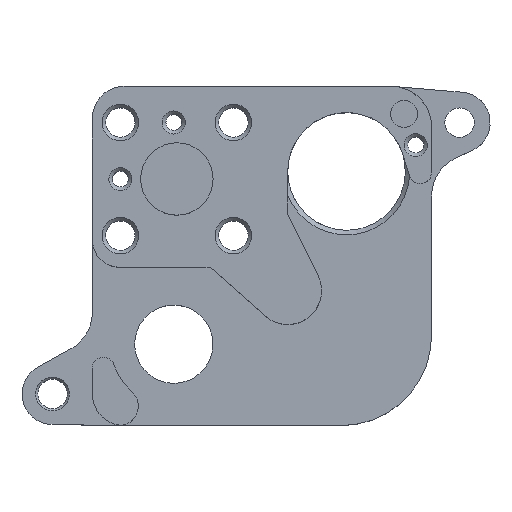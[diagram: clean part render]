
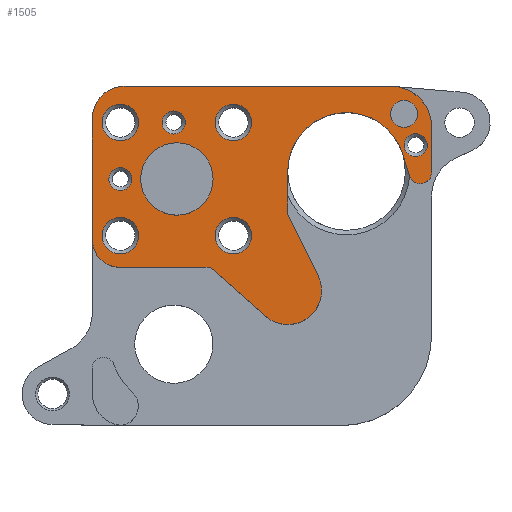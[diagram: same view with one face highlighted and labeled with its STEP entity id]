
A CAD part, top view. The second image highlights one B-rep face of the part: STEP entity #1505.
In plain terms, the highlighted planar face has unit normal (0, 0, 1).
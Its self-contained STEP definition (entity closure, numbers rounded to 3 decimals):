
#46=FACE_BOUND('',#202,.T.);
#47=FACE_BOUND('',#203,.T.);
#48=FACE_BOUND('',#204,.T.);
#49=FACE_BOUND('',#205,.T.);
#50=FACE_BOUND('',#206,.T.);
#51=FACE_BOUND('',#207,.T.);
#52=FACE_BOUND('',#208,.T.);
#53=FACE_BOUND('',#209,.T.);
#54=FACE_BOUND('',#210,.T.);
#73=PLANE('',#1615);
#116=FACE_OUTER_BOUND('',#201,.T.);
#201=EDGE_LOOP('',(#1047,#1048,#1049,#1050,#1051,#1052,#1053,#1054,#1055,
#1056,#1057,#1058,#1059,#1060));
#202=EDGE_LOOP('',(#1061));
#203=EDGE_LOOP('',(#1062));
#204=EDGE_LOOP('',(#1063));
#205=EDGE_LOOP('',(#1064));
#206=EDGE_LOOP('',(#1065));
#207=EDGE_LOOP('',(#1066));
#208=EDGE_LOOP('',(#1067));
#209=EDGE_LOOP('',(#1068));
#210=EDGE_LOOP('',(#1069));
#313=LINE('',#2255,#456);
#314=LINE('',#2257,#457);
#315=LINE('',#2261,#458);
#316=LINE('',#2265,#459);
#317=LINE('',#2269,#460);
#318=LINE('',#2273,#461);
#319=LINE('',#2277,#462);
#320=LINE('',#2278,#463);
#456=VECTOR('',#1787,10.);
#457=VECTOR('',#1788,10.);
#458=VECTOR('',#1791,10.);
#459=VECTOR('',#1794,10.);
#460=VECTOR('',#1797,10.);
#461=VECTOR('',#1800,10.);
#462=VECTOR('',#1803,10.);
#463=VECTOR('',#1804,10.);
#599=CIRCLE('',#1614,4.05);
#600=CIRCLE('',#1616,7.5);
#601=CIRCLE('',#1617,13.);
#602=CIRCLE('',#1618,2.5);
#603=CIRCLE('',#1619,9.);
#604=CIRCLE('',#1620,7.);
#605=CIRCLE('',#1621,6.);
#606=CIRCLE('',#1622,4.05);
#607=CIRCLE('',#1623,4.05);
#608=CIRCLE('',#1624,2.55);
#609=CIRCLE('',#1625,3.);
#610=CIRCLE('',#1626,8.);
#611=CIRCLE('',#1627,2.55);
#612=CIRCLE('',#1628,2.55);
#613=CIRCLE('',#1629,4.05);
#676=VERTEX_POINT('',#2247);
#677=VERTEX_POINT('',#2251);
#678=VERTEX_POINT('',#2252);
#679=VERTEX_POINT('',#2254);
#680=VERTEX_POINT('',#2256);
#681=VERTEX_POINT('',#2258);
#682=VERTEX_POINT('',#2260);
#683=VERTEX_POINT('',#2262);
#684=VERTEX_POINT('',#2264);
#685=VERTEX_POINT('',#2266);
#686=VERTEX_POINT('',#2268);
#687=VERTEX_POINT('',#2270);
#688=VERTEX_POINT('',#2272);
#689=VERTEX_POINT('',#2274);
#690=VERTEX_POINT('',#2276);
#691=VERTEX_POINT('',#2279);
#692=VERTEX_POINT('',#2281);
#693=VERTEX_POINT('',#2283);
#694=VERTEX_POINT('',#2285);
#695=VERTEX_POINT('',#2287);
#696=VERTEX_POINT('',#2289);
#697=VERTEX_POINT('',#2291);
#698=VERTEX_POINT('',#2293);
#822=EDGE_CURVE('',#676,#676,#599,.T.);
#823=EDGE_CURVE('',#677,#678,#600,.T.);
#824=EDGE_CURVE('',#679,#677,#313,.T.);
#825=EDGE_CURVE('',#680,#679,#314,.T.);
#826=EDGE_CURVE('',#681,#680,#601,.T.);
#827=EDGE_CURVE('',#682,#681,#315,.T.);
#828=EDGE_CURVE('',#683,#682,#602,.T.);
#829=EDGE_CURVE('',#683,#684,#316,.T.);
#830=EDGE_CURVE('',#684,#685,#603,.T.);
#831=EDGE_CURVE('',#685,#686,#317,.T.);
#832=EDGE_CURVE('',#686,#687,#604,.T.);
#833=EDGE_CURVE('',#687,#688,#318,.T.);
#834=EDGE_CURVE('',#688,#689,#605,.F.);
#835=EDGE_CURVE('',#690,#689,#319,.T.);
#836=EDGE_CURVE('',#678,#690,#320,.T.);
#837=EDGE_CURVE('',#691,#691,#606,.T.);
#838=EDGE_CURVE('',#692,#692,#607,.T.);
#839=EDGE_CURVE('',#693,#693,#608,.T.);
#840=EDGE_CURVE('',#694,#694,#609,.T.);
#841=EDGE_CURVE('',#695,#695,#610,.T.);
#842=EDGE_CURVE('',#696,#696,#611,.T.);
#843=EDGE_CURVE('',#697,#697,#612,.T.);
#844=EDGE_CURVE('',#698,#698,#613,.T.);
#1047=ORIENTED_EDGE('',*,*,#823,.F.);
#1048=ORIENTED_EDGE('',*,*,#824,.F.);
#1049=ORIENTED_EDGE('',*,*,#825,.F.);
#1050=ORIENTED_EDGE('',*,*,#826,.F.);
#1051=ORIENTED_EDGE('',*,*,#827,.F.);
#1052=ORIENTED_EDGE('',*,*,#828,.F.);
#1053=ORIENTED_EDGE('',*,*,#829,.T.);
#1054=ORIENTED_EDGE('',*,*,#830,.T.);
#1055=ORIENTED_EDGE('',*,*,#831,.T.);
#1056=ORIENTED_EDGE('',*,*,#832,.T.);
#1057=ORIENTED_EDGE('',*,*,#833,.T.);
#1058=ORIENTED_EDGE('',*,*,#834,.T.);
#1059=ORIENTED_EDGE('',*,*,#835,.F.);
#1060=ORIENTED_EDGE('',*,*,#836,.F.);
#1061=ORIENTED_EDGE('',*,*,#837,.T.);
#1062=ORIENTED_EDGE('',*,*,#838,.T.);
#1063=ORIENTED_EDGE('',*,*,#839,.T.);
#1064=ORIENTED_EDGE('',*,*,#840,.F.);
#1065=ORIENTED_EDGE('',*,*,#841,.F.);
#1066=ORIENTED_EDGE('',*,*,#842,.T.);
#1067=ORIENTED_EDGE('',*,*,#843,.T.);
#1068=ORIENTED_EDGE('',*,*,#844,.T.);
#1069=ORIENTED_EDGE('',*,*,#822,.T.);
#1505=ADVANCED_FACE('',(#116,#46,#47,#48,#49,#50,#51,#52,#53,#54),#73,.T.);
#1614=AXIS2_PLACEMENT_3D('',#2249,#1781,#1782);
#1615=AXIS2_PLACEMENT_3D('',#2250,#1783,#1784);
#1616=AXIS2_PLACEMENT_3D('',#2253,#1785,#1786);
#1617=AXIS2_PLACEMENT_3D('',#2259,#1789,#1790);
#1618=AXIS2_PLACEMENT_3D('',#2263,#1792,#1793);
#1619=AXIS2_PLACEMENT_3D('',#2267,#1795,#1796);
#1620=AXIS2_PLACEMENT_3D('',#2271,#1798,#1799);
#1621=AXIS2_PLACEMENT_3D('',#2275,#1801,#1802);
#1622=AXIS2_PLACEMENT_3D('',#2280,#1805,#1806);
#1623=AXIS2_PLACEMENT_3D('',#2282,#1807,#1808);
#1624=AXIS2_PLACEMENT_3D('',#2284,#1809,#1810);
#1625=AXIS2_PLACEMENT_3D('',#2286,#1811,#1812);
#1626=AXIS2_PLACEMENT_3D('',#2288,#1813,#1814);
#1627=AXIS2_PLACEMENT_3D('',#2290,#1815,#1816);
#1628=AXIS2_PLACEMENT_3D('',#2292,#1817,#1818);
#1629=AXIS2_PLACEMENT_3D('',#2294,#1819,#1820);
#1781=DIRECTION('center_axis',(0.,0.,-1.));
#1782=DIRECTION('ref_axis',(1.,0.,0.));
#1783=DIRECTION('center_axis',(0.,0.,1.));
#1784=DIRECTION('ref_axis',(1.,0.,0.));
#1785=DIRECTION('center_axis',(0.,0.,-1.));
#1786=DIRECTION('ref_axis',(-0.662,-0.749,0.));
#1787=DIRECTION('',(0.444,-0.896,0.));
#1788=DIRECTION('',(0.,-1.,0.));
#1789=DIRECTION('center_axis',(0.,0.,1.));
#1790=DIRECTION('ref_axis',(-0.953,-0.302,0.));
#1791=DIRECTION('',(-0.302,0.953,0.));
#1792=DIRECTION('center_axis',(0.,0.,-1.));
#1793=DIRECTION('ref_axis',(-0.953,-0.302,0.));
#1794=DIRECTION('',(0.,1.,0.));
#1795=DIRECTION('center_axis',(0.,0.,1.));
#1796=DIRECTION('ref_axis',(1.,0.,0.));
#1797=DIRECTION('',(-1.,0.,0.));
#1798=DIRECTION('center_axis',(0.,0.,1.));
#1799=DIRECTION('ref_axis',(0.,1.,0.));
#1800=DIRECTION('',(0.,-1.,0.));
#1801=DIRECTION('center_axis',(0.,0.,-1.));
#1802=DIRECTION('ref_axis',(-0.707,-0.707,0.));
#1803=DIRECTION('',(-1.,0.,0.));
#1804=DIRECTION('',(-0.749,0.662,0.));
#1805=DIRECTION('center_axis',(0.,0.,-1.));
#1806=DIRECTION('ref_axis',(1.,0.,0.));
#1807=DIRECTION('center_axis',(0.,0.,-1.));
#1808=DIRECTION('ref_axis',(1.,0.,0.));
#1809=DIRECTION('center_axis',(0.,0.,-1.));
#1810=DIRECTION('ref_axis',(1.,0.,0.));
#1811=DIRECTION('center_axis',(0.,0.,1.));
#1812=DIRECTION('ref_axis',(-1.,0.,0.));
#1813=DIRECTION('center_axis',(0.,0.,1.));
#1814=DIRECTION('ref_axis',(-1.,0.,0.));
#1815=DIRECTION('center_axis',(0.,0.,-1.));
#1816=DIRECTION('ref_axis',(1.,0.,0.));
#1817=DIRECTION('center_axis',(0.,0.,-1.));
#1818=DIRECTION('ref_axis',(1.,0.,0.));
#1819=DIRECTION('center_axis',(0.,0.,-1.));
#1820=DIRECTION('ref_axis',(1.,0.,0.));
#2247=CARTESIAN_POINT('',(9.134,24.,0.));
#2249=CARTESIAN_POINT('Origin',(13.184,24.,0.));
#2250=CARTESIAN_POINT('Origin',(19.591,20.435,0.));
#2251=CARTESIAN_POINT('',(31.904,15.155,0.));
#2252=CARTESIAN_POINT('',(20.216,6.206,0.));
#2253=CARTESIAN_POINT('Origin',(25.184,11.825,0.));
#2254=CARTESIAN_POINT('',(25.184,28.721,0.));
#2255=CARTESIAN_POINT('',(29.818,19.366,0.));
#2256=CARTESIAN_POINT('',(25.184,38.184,0.));
#2257=CARTESIAN_POINT('',(25.184,18.25,0.));
#2258=CARTESIAN_POINT('',(50.578,42.107,0.));
#2259=CARTESIAN_POINT('Origin',(38.184,38.184,0.));
#2260=CARTESIAN_POINT('',(52.117,37.246,0.));
#2261=CARTESIAN_POINT('',(52.415,36.304,0.));
#2262=CARTESIAN_POINT('',(57.,38.,0.));
#2263=CARTESIAN_POINT('Origin',(54.5,38.,0.));
#2264=CARTESIAN_POINT('',(57.,48.,0.));
#2265=CARTESIAN_POINT('',(57.,34.217,0.));
#2266=CARTESIAN_POINT('',(48.,57.,0.));
#2267=CARTESIAN_POINT('Origin',(48.,48.,0.));
#2268=CARTESIAN_POINT('',(-11.,57.,0.));
#2269=CARTESIAN_POINT('',(4.295,57.,0.));
#2270=CARTESIAN_POINT('',(-18.,50.,0.));
#2271=CARTESIAN_POINT('Origin',(-11.,50.,0.));
#2272=CARTESIAN_POINT('',(-18.,23.,0.));
#2273=CARTESIAN_POINT('',(-18.,4.717,0.));
#2274=CARTESIAN_POINT('',(-12.,17.,0.));
#2275=CARTESIAN_POINT('Origin',(-12.,23.,0.));
#2276=CARTESIAN_POINT('',(8.006,17.,0.));
#2277=CARTESIAN_POINT('',(0.75,17.,0.));
#2278=CARTESIAN_POINT('',(10.612,14.697,0.));
#2279=CARTESIAN_POINT('',(-15.866,24.,0.));
#2280=CARTESIAN_POINT('Origin',(-11.816,24.,0.));
#2281=CARTESIAN_POINT('',(9.134,49.,0.));
#2282=CARTESIAN_POINT('Origin',(13.184,49.,0.));
#2283=CARTESIAN_POINT('',(-2.55,49.,0.));
#2284=CARTESIAN_POINT('Origin',(0.,49.,0.));
#2285=CARTESIAN_POINT('',(53.912,50.912,0.));
#2286=CARTESIAN_POINT('Origin',(50.912,50.912,0.));
#2287=CARTESIAN_POINT('',(8.684,36.5,0.));
#2288=CARTESIAN_POINT('Origin',(0.684,36.5,0.));
#2289=CARTESIAN_POINT('',(50.95,44.,0.));
#2290=CARTESIAN_POINT('Origin',(53.5,44.,0.));
#2291=CARTESIAN_POINT('',(-14.366,36.5,0.));
#2292=CARTESIAN_POINT('Origin',(-11.816,36.5,0.));
#2293=CARTESIAN_POINT('',(-15.866,49.,0.));
#2294=CARTESIAN_POINT('Origin',(-11.816,49.,0.));
